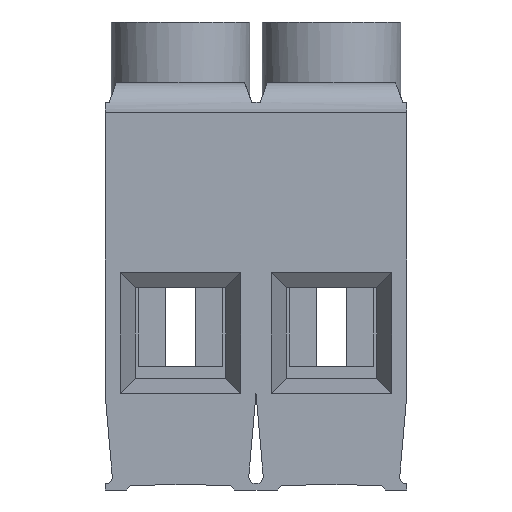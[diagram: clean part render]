
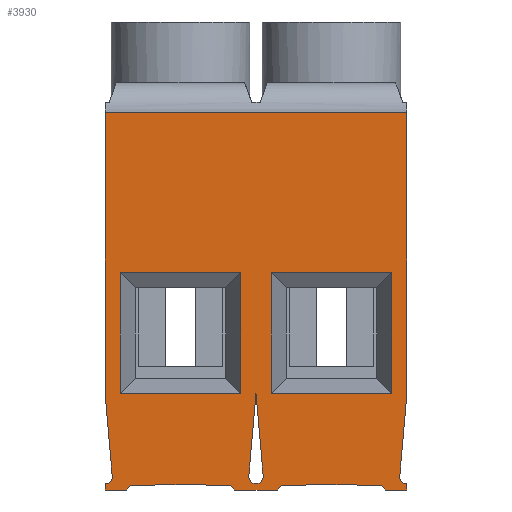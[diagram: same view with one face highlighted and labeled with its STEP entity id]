
A CAD part, front view. The second image highlights one B-rep face of the part: STEP entity #3930.
In plain terms, the highlighted planar face has unit normal (0, -1, 0).
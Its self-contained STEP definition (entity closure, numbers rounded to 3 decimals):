
#123=CIRCLE('',#4107,57.6);
#124=CIRCLE('',#4108,0.24);
#125=CIRCLE('',#4109,0.24);
#126=CIRCLE('',#4110,57.6);
#127=CIRCLE('',#4111,0.24);
#266=ORIENTED_EDGE('',*,*,#1112,.T.);
#267=ORIENTED_EDGE('',*,*,#1113,.T.);
#268=ORIENTED_EDGE('',*,*,#1114,.T.);
#269=ORIENTED_EDGE('',*,*,#1115,.F.);
#270=ORIENTED_EDGE('',*,*,#1116,.F.);
#271=ORIENTED_EDGE('',*,*,#1117,.T.);
#272=ORIENTED_EDGE('',*,*,#1118,.T.);
#273=ORIENTED_EDGE('',*,*,#1119,.F.);
#274=ORIENTED_EDGE('',*,*,#1120,.T.);
#275=ORIENTED_EDGE('',*,*,#1121,.F.);
#276=ORIENTED_EDGE('',*,*,#1122,.T.);
#277=ORIENTED_EDGE('',*,*,#1123,.T.);
#278=ORIENTED_EDGE('',*,*,#1124,.F.);
#279=ORIENTED_EDGE('',*,*,#1125,.F.);
#280=ORIENTED_EDGE('',*,*,#1126,.T.);
#281=ORIENTED_EDGE('',*,*,#1127,.T.);
#282=ORIENTED_EDGE('',*,*,#1128,.T.);
#283=ORIENTED_EDGE('',*,*,#1129,.F.);
#284=ORIENTED_EDGE('',*,*,#1130,.T.);
#285=ORIENTED_EDGE('',*,*,#1131,.T.);
#286=ORIENTED_EDGE('',*,*,#1132,.T.);
#287=ORIENTED_EDGE('',*,*,#1133,.T.);
#288=ORIENTED_EDGE('',*,*,#1134,.T.);
#289=ORIENTED_EDGE('',*,*,#1135,.T.);
#290=ORIENTED_EDGE('',*,*,#1136,.T.);
#291=ORIENTED_EDGE('',*,*,#1137,.T.);
#292=ORIENTED_EDGE('',*,*,#1138,.T.);
#293=ORIENTED_EDGE('',*,*,#1139,.T.);
#294=ORIENTED_EDGE('',*,*,#1140,.T.);
#1112=EDGE_CURVE('',#1533,#1534,#1799,.T.);
#1113=EDGE_CURVE('',#1534,#1535,#123,.T.);
#1114=EDGE_CURVE('',#1535,#1536,#1800,.T.);
#1115=EDGE_CURVE('',#1537,#1536,#1801,.T.);
#1116=EDGE_CURVE('',#1538,#1537,#1802,.T.);
#1117=EDGE_CURVE('',#1538,#1539,#124,.T.);
#1118=EDGE_CURVE('',#1539,#1540,#1803,.T.);
#1119=EDGE_CURVE('',#1541,#1540,#1804,.T.);
#1120=EDGE_CURVE('',#1541,#1542,#1805,.F.);
#1121=EDGE_CURVE('',#1543,#1542,#1806,.T.);
#1122=EDGE_CURVE('',#1543,#1544,#1807,.T.);
#1123=EDGE_CURVE('',#1544,#1545,#125,.T.);
#1124=EDGE_CURVE('',#1546,#1545,#1808,.T.);
#1125=EDGE_CURVE('',#1547,#1546,#1809,.T.);
#1126=EDGE_CURVE('',#1547,#1548,#1810,.T.);
#1127=EDGE_CURVE('',#1548,#1549,#126,.T.);
#1128=EDGE_CURVE('',#1549,#1550,#1811,.T.);
#1129=EDGE_CURVE('',#1533,#1550,#1812,.T.);
#1130=EDGE_CURVE('',#1551,#1552,#1813,.T.);
#1131=EDGE_CURVE('',#1552,#1553,#1814,.T.);
#1132=EDGE_CURVE('',#1553,#1551,#127,.T.);
#1133=EDGE_CURVE('',#1554,#1555,#1815,.T.);
#1134=EDGE_CURVE('',#1555,#1556,#1816,.T.);
#1135=EDGE_CURVE('',#1556,#1557,#1817,.T.);
#1136=EDGE_CURVE('',#1557,#1554,#1818,.T.);
#1137=EDGE_CURVE('',#1558,#1559,#1819,.T.);
#1138=EDGE_CURVE('',#1559,#1560,#1820,.T.);
#1139=EDGE_CURVE('',#1560,#1561,#1821,.T.);
#1140=EDGE_CURVE('',#1561,#1558,#1822,.T.);
#1533=VERTEX_POINT('',#5375);
#1534=VERTEX_POINT('',#5376);
#1535=VERTEX_POINT('',#5378);
#1536=VERTEX_POINT('',#5380);
#1537=VERTEX_POINT('',#5382);
#1538=VERTEX_POINT('',#5384);
#1539=VERTEX_POINT('',#5386);
#1540=VERTEX_POINT('',#5388);
#1541=VERTEX_POINT('',#5390);
#1542=VERTEX_POINT('',#5392);
#1543=VERTEX_POINT('',#5394);
#1544=VERTEX_POINT('',#5396);
#1545=VERTEX_POINT('',#5398);
#1546=VERTEX_POINT('',#5400);
#1547=VERTEX_POINT('',#5402);
#1548=VERTEX_POINT('',#5404);
#1549=VERTEX_POINT('',#5406);
#1550=VERTEX_POINT('',#5408);
#1551=VERTEX_POINT('',#5411);
#1552=VERTEX_POINT('',#5412);
#1553=VERTEX_POINT('',#5414);
#1554=VERTEX_POINT('',#5417);
#1555=VERTEX_POINT('',#5418);
#1556=VERTEX_POINT('',#5420);
#1557=VERTEX_POINT('',#5422);
#1558=VERTEX_POINT('',#5425);
#1559=VERTEX_POINT('',#5426);
#1560=VERTEX_POINT('',#5428);
#1561=VERTEX_POINT('',#5430);
#1799=LINE('',#5374,#2112);
#1800=LINE('',#5379,#2113);
#1801=LINE('',#5381,#2114);
#1802=LINE('',#5383,#2115);
#1803=LINE('',#5387,#2116);
#1804=LINE('',#5389,#2117);
#1805=LINE('',#5391,#2118);
#1806=LINE('',#5393,#2119);
#1807=LINE('',#5395,#2120);
#1808=LINE('',#5399,#2121);
#1809=LINE('',#5401,#2122);
#1810=LINE('',#5403,#2123);
#1811=LINE('',#5407,#2124);
#1812=LINE('',#5409,#2125);
#1813=LINE('',#5410,#2126);
#1814=LINE('',#5413,#2127);
#1815=LINE('',#5416,#2128);
#1816=LINE('',#5419,#2129);
#1817=LINE('',#5421,#2130);
#1818=LINE('',#5423,#2131);
#1819=LINE('',#5424,#2132);
#1820=LINE('',#5427,#2133);
#1821=LINE('',#5429,#2134);
#1822=LINE('',#5431,#2135);
#2112=VECTOR('',#4467,1000.);
#2113=VECTOR('',#4470,1000.);
#2114=VECTOR('',#4471,1000.);
#2115=VECTOR('',#4472,1000.);
#2116=VECTOR('',#4475,1000.);
#2117=VECTOR('',#4476,1000.);
#2118=VECTOR('',#4477,1000.);
#2119=VECTOR('',#4478,1000.);
#2120=VECTOR('',#4479,1000.);
#2121=VECTOR('',#4482,1000.);
#2122=VECTOR('',#4483,1000.);
#2123=VECTOR('',#4484,1000.);
#2124=VECTOR('',#4487,1000.);
#2125=VECTOR('',#4488,1000.);
#2126=VECTOR('',#4489,1000.);
#2127=VECTOR('',#4490,1000.);
#2128=VECTOR('',#4493,1000.);
#2129=VECTOR('',#4494,1000.);
#2130=VECTOR('',#4495,1000.);
#2131=VECTOR('',#4496,1000.);
#2132=VECTOR('',#4497,1000.);
#2133=VECTOR('',#4498,1000.);
#2134=VECTOR('',#4499,1000.);
#2135=VECTOR('',#4500,1000.);
#2364=EDGE_LOOP('',(#266,#267,#268,#269,#270,#271,#272,#273,#274,#275,#276,
#277,#278,#279,#280,#281,#282,#283));
#2365=EDGE_LOOP('',(#284,#285,#286));
#2366=EDGE_LOOP('',(#287,#288,#289,#290));
#2367=EDGE_LOOP('',(#291,#292,#293,#294));
#2535=FACE_BOUND('',#2364,.T.);
#2536=FACE_BOUND('',#2365,.T.);
#2537=FACE_BOUND('',#2366,.T.);
#2538=FACE_BOUND('',#2367,.T.);
#2703=PLANE('',#4106);
#3930=ADVANCED_FACE('',(#2535,#2536,#2537,#2538),#2703,.F.);
#4106=AXIS2_PLACEMENT_3D('',#5373,#4465,#4466);
#4107=AXIS2_PLACEMENT_3D('',#5377,#4468,#4469);
#4108=AXIS2_PLACEMENT_3D('',#5385,#4473,#4474);
#4109=AXIS2_PLACEMENT_3D('',#5397,#4480,#4481);
#4110=AXIS2_PLACEMENT_3D('',#5405,#4485,#4486);
#4111=AXIS2_PLACEMENT_3D('',#5415,#4491,#4492);
#4465=DIRECTION('',(0.,1.,0.));
#4466=DIRECTION('',(0.,0.,1.));
#4467=DIRECTION('',(0.719,0.,0.695));
#4468=DIRECTION('',(0.,1.,0.));
#4469=DIRECTION('',(1.,0.,0.));
#4470=DIRECTION('',(0.719,0.,-0.695));
#4471=DIRECTION('',(-1.,0.,0.));
#4472=DIRECTION('',(0.,0.,-1.));
#4473=DIRECTION('',(0.,1.,0.));
#4474=DIRECTION('',(1.,0.,0.));
#4475=DIRECTION('',(0.087,0.,0.996));
#4476=DIRECTION('',(0.,0.,-1.));
#4477=DIRECTION('',(1.,0.,0.));
#4478=DIRECTION('',(0.,0.,1.));
#4479=DIRECTION('',(0.087,0.,-0.996));
#4480=DIRECTION('',(0.,1.,0.));
#4481=DIRECTION('',(1.,0.,0.));
#4482=DIRECTION('',(0.,0.,1.));
#4483=DIRECTION('',(-1.,0.,0.));
#4484=DIRECTION('',(0.719,0.,0.695));
#4485=DIRECTION('',(0.,1.,0.));
#4486=DIRECTION('',(1.,0.,0.));
#4487=DIRECTION('',(0.719,0.,-0.695));
#4488=DIRECTION('',(-1.,0.,0.));
#4489=DIRECTION('',(0.087,0.,0.996));
#4490=DIRECTION('',(0.087,0.,-0.996));
#4491=DIRECTION('',(0.,1.,0.));
#4492=DIRECTION('',(1.,0.,0.));
#4493=DIRECTION('',(0.,0.,1.));
#4494=DIRECTION('',(1.,0.,0.));
#4495=DIRECTION('',(0.,0.,-1.));
#4496=DIRECTION('',(-1.,0.,0.));
#4497=DIRECTION('',(0.,0.,1.));
#4498=DIRECTION('',(1.,0.,0.));
#4499=DIRECTION('',(0.,0.,-1.));
#4500=DIRECTION('',(-1.,0.,0.));
#5373=CARTESIAN_POINT('',(0.,-4.25,0.));
#5374=CARTESIAN_POINT('',(0.7,-4.25,-6.2));
#5375=CARTESIAN_POINT('',(0.7,-4.25,-6.2));
#5376=CARTESIAN_POINT('',(0.855,-4.25,-6.05));
#5377=CARTESIAN_POINT('',(2.5,-4.25,-63.627));
#5378=CARTESIAN_POINT('',(4.145,-4.25,-6.05));
#5379=CARTESIAN_POINT('',(4.145,-4.25,-6.05));
#5380=CARTESIAN_POINT('',(4.3,-4.25,-6.2));
#5381=CARTESIAN_POINT('',(5.,-4.25,-6.2));
#5382=CARTESIAN_POINT('',(5.,-4.25,-6.2));
#5383=CARTESIAN_POINT('',(5.,-4.25,6.2));
#5384=CARTESIAN_POINT('',(5.,-4.25,-6.));
#5385=CARTESIAN_POINT('',(5.,-4.25,-5.76));
#5386=CARTESIAN_POINT('',(4.761,-4.25,-5.739));
#5387=CARTESIAN_POINT('',(5.,-4.25,-3.));
#5388=CARTESIAN_POINT('',(5.,-4.25,-3.));
#5389=CARTESIAN_POINT('',(5.,-4.25,6.2));
#5390=CARTESIAN_POINT('',(5.,-4.25,6.3));
#5391=CARTESIAN_POINT('',(0.,-4.25,6.3));
#5392=CARTESIAN_POINT('',(-5.,-4.25,6.3));
#5393=CARTESIAN_POINT('',(-5.,-4.25,-6.2));
#5394=CARTESIAN_POINT('',(-5.,-4.25,-3.));
#5395=CARTESIAN_POINT('',(-5.,-4.25,-3.));
#5396=CARTESIAN_POINT('',(-4.761,-4.25,-5.739));
#5397=CARTESIAN_POINT('',(-5.,-4.25,-5.76));
#5398=CARTESIAN_POINT('',(-5.,-4.25,-6.));
#5399=CARTESIAN_POINT('',(-5.,-4.25,-6.2));
#5400=CARTESIAN_POINT('',(-5.,-4.25,-6.2));
#5401=CARTESIAN_POINT('',(5.,-4.25,-6.2));
#5402=CARTESIAN_POINT('',(-4.3,-4.25,-6.2));
#5403=CARTESIAN_POINT('',(-4.3,-4.25,-6.2));
#5404=CARTESIAN_POINT('',(-4.145,-4.25,-6.05));
#5405=CARTESIAN_POINT('',(-2.5,-4.25,-63.627));
#5406=CARTESIAN_POINT('',(-0.855,-4.25,-6.05));
#5407=CARTESIAN_POINT('',(-0.855,-4.25,-6.05));
#5408=CARTESIAN_POINT('',(-0.7,-4.25,-6.2));
#5409=CARTESIAN_POINT('',(5.,-4.25,-6.2));
#5410=CARTESIAN_POINT('',(0.,-4.25,-3.));
#5411=CARTESIAN_POINT('',(-0.239,-4.25,-5.739));
#5412=CARTESIAN_POINT('',(0.,-4.25,-3.));
#5413=CARTESIAN_POINT('',(0.,-4.25,-3.));
#5414=CARTESIAN_POINT('',(0.239,-4.25,-5.739));
#5415=CARTESIAN_POINT('',(0.,-4.25,-5.76));
#5416=CARTESIAN_POINT('',(-4.5,-4.25,-1.));
#5417=CARTESIAN_POINT('',(-4.5,-4.25,-3.));
#5418=CARTESIAN_POINT('',(-4.5,-4.25,1.));
#5419=CARTESIAN_POINT('',(0.,-4.25,1.));
#5420=CARTESIAN_POINT('',(-0.5,-4.25,1.));
#5421=CARTESIAN_POINT('',(-0.5,-4.25,-1.));
#5422=CARTESIAN_POINT('',(-0.5,-4.25,-3.));
#5423=CARTESIAN_POINT('',(0.,-4.25,-3.));
#5424=CARTESIAN_POINT('',(0.5,-4.25,-1.));
#5425=CARTESIAN_POINT('',(0.5,-4.25,-3.));
#5426=CARTESIAN_POINT('',(0.5,-4.25,1.));
#5427=CARTESIAN_POINT('',(5.,-4.25,1.));
#5428=CARTESIAN_POINT('',(4.5,-4.25,1.));
#5429=CARTESIAN_POINT('',(4.5,-4.25,-1.));
#5430=CARTESIAN_POINT('',(4.5,-4.25,-3.));
#5431=CARTESIAN_POINT('',(5.,-4.25,-3.));
